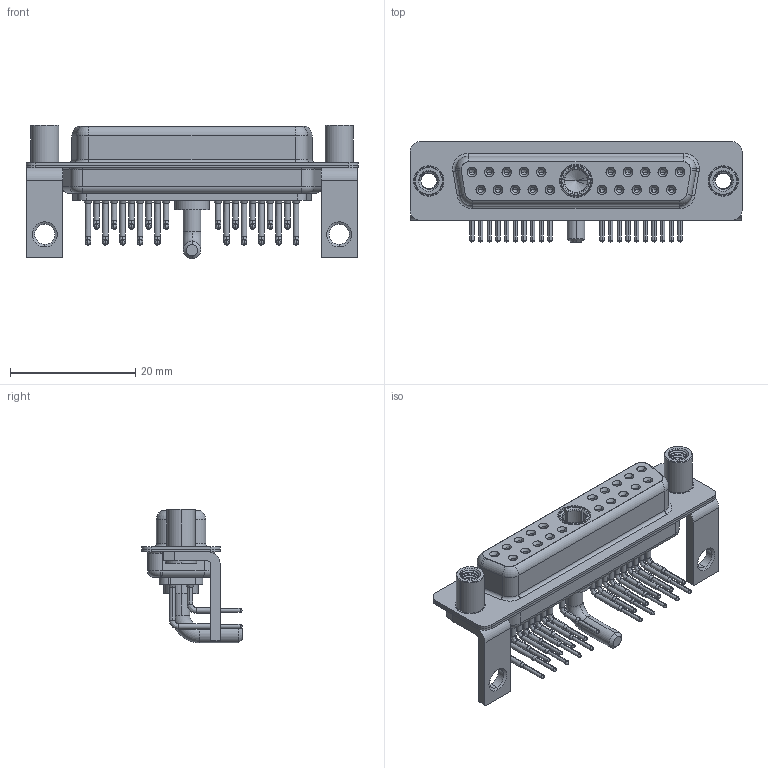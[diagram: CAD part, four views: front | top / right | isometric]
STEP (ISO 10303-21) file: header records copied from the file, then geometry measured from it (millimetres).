
FILE_DESCRIPTION (( 'STEP AP203' ), '1' );
FILE_NAME ('630-21W1640-2NE.STEP', '2022-06-02T22:25:08', ( '' ), ( '' ), 'SwSTEP 2.0', 'SolidWorks 2020', '' );
FILE_SCHEMA (( 'CONFIG_CONTROL_DESIGN' ));
Length unit declared in the file: millimetre
Products named in the file (9): 630-21W1640-2NE; Power Socket_20A RA; 630Combo Shell Front_25 Contacts; 630Combo Contact Row 2; 630Combo Shell Rear_25 Contacts; 630Combo Stabilizer Bracket; 630Combo Housing_21W1; 630Combo Threaded Standoff_D; 630Combo Contact Row 1
Assembly tree (28 placements, depth 2):
  630-21W1640-2NE
    630Combo Housing_21W1
    630Combo Shell Front_25 Contacts
    630Combo Shell Rear_25 Contacts
    630Combo Stabilizer Bracket  x2
    630Combo Threaded Standoff_D  x2
    Power Socket_20A RA
    630Combo Contact Row 1  x10
    630Combo Contact Row 2  x10
Bounding box: 53.05 x 16 x 21.4 mm (x, y, z)
Volume: 4409.9 mm3; surface area: 10274.8 mm2
Topology: 29 solids, 29 shells, 1515 faces, 3861 edges, 2438 vertices
Faces by surface type: cylinder 694, plane 418, cone 253, bspline 87, torus 63
Entity records: 25065 total; most frequent: CARTESIAN_POINT 6451, DIRECTION 3863, ORIENTED_EDGE 3414, EDGE_CURVE 1707, AXIS2_PLACEMENT_3D 1596, VERTEX_POINT 1091, CIRCLE 864, EDGE_LOOP 852
